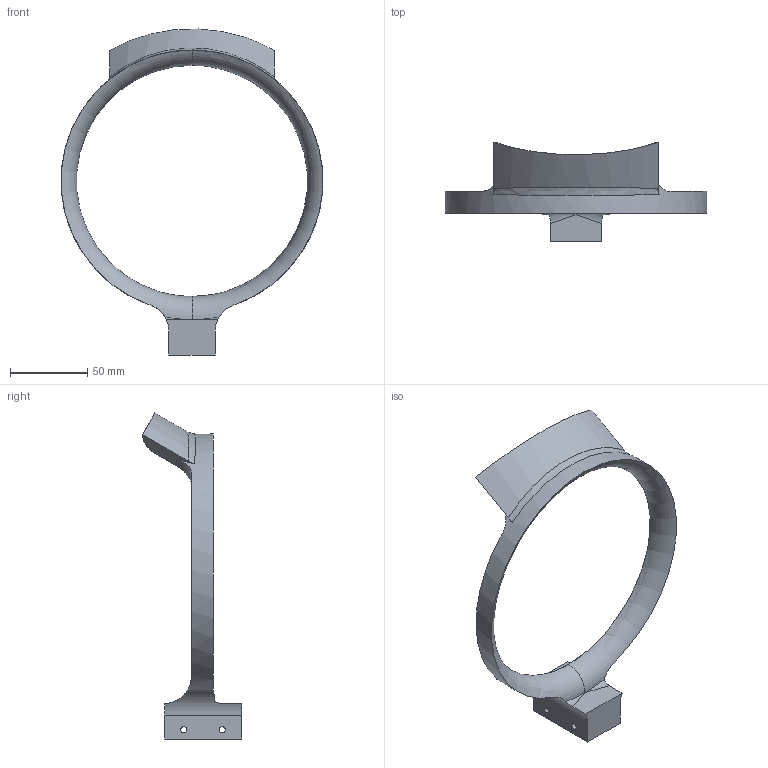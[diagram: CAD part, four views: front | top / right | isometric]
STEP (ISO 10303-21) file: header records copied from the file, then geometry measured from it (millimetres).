
FILE_DESCRIPTION (( 'STEP AP214' ), '1' );
FILE_NAME ('holder4.STEP', '2020-01-24T13:18:19', ( '' ), ( '' ), 'SwSTEP 2.0', 'SolidWorks 2019', '' );
FILE_SCHEMA (( 'AUTOMOTIVE_DESIGN' ));
Length unit declared in the file: millimetre
Products named in the file (1): holder4
Bounding box: 169.87 x 64.36 x 211.61 mm (x, y, z)
Volume: 104751.3 mm3; surface area: 37648 mm2
Topology: 1 solids, 1 shells, 39 faces, 109 edges, 69 vertices
Faces by surface type: cylinder 16, plane 15, bspline 6, torus 2
Entity records: 1844 total; most frequent: CARTESIAN_POINT 852, ORIENTED_EDGE 214, DIRECTION 179, EDGE_CURVE 107, VERTEX_POINT 69, AXIS2_PLACEMENT_3D 66, EDGE_LOOP 48, LINE 47
